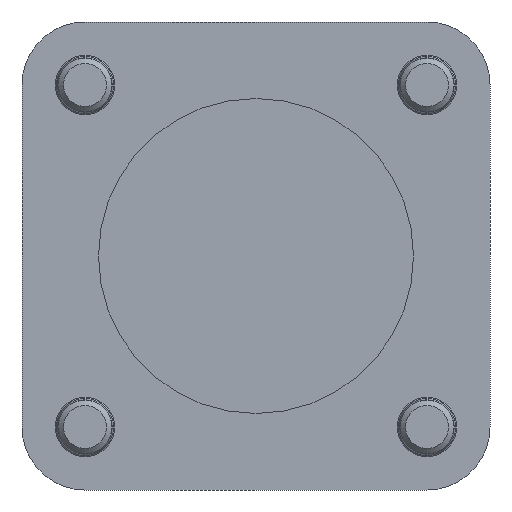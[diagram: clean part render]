
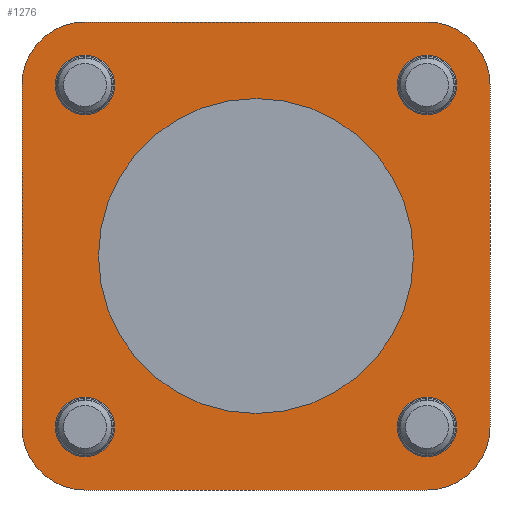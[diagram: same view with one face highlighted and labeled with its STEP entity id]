
A CAD part, left-side view. The second image highlights one B-rep face of the part: STEP entity #1276.
In plain terms, the highlighted planar face has unit normal (-1, 0, 0).
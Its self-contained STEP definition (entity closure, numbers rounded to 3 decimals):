
#184=VECTOR('',#1639,1.);
#189=VECTOR('',#1645,1.);
#195=VECTOR('',#1652,1.);
#201=VECTOR('',#1659,1.);
#283=LINE('',#2023,#184);
#288=LINE('',#2032,#189);
#294=LINE('',#2043,#195);
#300=LINE('',#2054,#201);
#371=VERTEX_POINT('',#1920);
#372=VERTEX_POINT('',#1922);
#375=VERTEX_POINT('',#1929);
#376=VERTEX_POINT('',#1931);
#379=VERTEX_POINT('',#1938);
#380=VERTEX_POINT('',#1940);
#381=VERTEX_POINT('',#1944);
#383=VERTEX_POINT('',#1947);
#385=VERTEX_POINT('',#1952);
#387=VERTEX_POINT('',#1955);
#389=VERTEX_POINT('',#1960);
#391=VERTEX_POINT('',#1963);
#393=VERTEX_POINT('',#1968);
#395=VERTEX_POINT('',#1971);
#399=VERTEX_POINT('',#1979);
#400=VERTEX_POINT('',#1981);
#439=VERTEX_POINT('',#2089);
#440=VERTEX_POINT('',#2090);
#482=CIRCLE('',#1352,7.);
#484=CIRCLE('',#1355,7.);
#486=CIRCLE('',#1358,7.);
#487=CIRCLE('',#1360,3.3);
#489=CIRCLE('',#1363,3.3);
#491=CIRCLE('',#1366,3.3);
#493=CIRCLE('',#1369,3.3);
#496=CIRCLE('',#1373,7.);
#509=CIRCLE('',#1397,17.5);
#578=EDGE_CURVE('',#371,#372,#482,.T.);
#582=EDGE_CURVE('',#375,#376,#484,.T.);
#586=EDGE_CURVE('',#379,#380,#486,.T.);
#589=EDGE_CURVE('',#383,#381,#487,.T.);
#590=EDGE_CURVE('',#381,#383,#487,.T.);
#594=EDGE_CURVE('',#387,#385,#489,.T.);
#595=EDGE_CURVE('',#385,#387,#489,.T.);
#599=EDGE_CURVE('',#391,#389,#491,.T.);
#600=EDGE_CURVE('',#389,#391,#491,.T.);
#604=EDGE_CURVE('',#395,#393,#493,.T.);
#605=EDGE_CURVE('',#393,#395,#493,.T.);
#610=EDGE_CURVE('',#399,#400,#496,.T.);
#631=EDGE_CURVE('',#400,#371,#283,.T.);
#636=EDGE_CURVE('',#372,#375,#288,.T.);
#642=EDGE_CURVE('',#376,#379,#294,.T.);
#648=EDGE_CURVE('',#380,#399,#300,.T.);
#668=EDGE_CURVE('',#439,#440,#509,.T.);
#669=EDGE_CURVE('',#440,#439,#509,.T.);
#930=ORIENTED_EDGE('',*,*,#668,.T.);
#931=ORIENTED_EDGE('',*,*,#669,.T.);
#932=ORIENTED_EDGE('',*,*,#604,.T.);
#933=ORIENTED_EDGE('',*,*,#605,.T.);
#934=ORIENTED_EDGE('',*,*,#599,.T.);
#935=ORIENTED_EDGE('',*,*,#600,.T.);
#936=ORIENTED_EDGE('',*,*,#594,.T.);
#937=ORIENTED_EDGE('',*,*,#595,.T.);
#938=ORIENTED_EDGE('',*,*,#589,.T.);
#939=ORIENTED_EDGE('',*,*,#590,.T.);
#940=ORIENTED_EDGE('',*,*,#631,.F.);
#941=ORIENTED_EDGE('',*,*,#610,.F.);
#942=ORIENTED_EDGE('',*,*,#648,.F.);
#943=ORIENTED_EDGE('',*,*,#586,.F.);
#944=ORIENTED_EDGE('',*,*,#642,.F.);
#945=ORIENTED_EDGE('',*,*,#582,.F.);
#946=ORIENTED_EDGE('',*,*,#636,.F.);
#947=ORIENTED_EDGE('',*,*,#578,.F.);
#1115=EDGE_LOOP('',(#930,#931));
#1116=EDGE_LOOP('',(#932,#933));
#1117=EDGE_LOOP('',(#934,#935));
#1118=EDGE_LOOP('',(#936,#937));
#1119=EDGE_LOOP('',(#938,#939));
#1120=EDGE_LOOP('',(#940,#941,#942,#943,#944,#945,#946,#947));
#1197=FACE_BOUND('',#1115,.T.);
#1198=FACE_BOUND('',#1116,.T.);
#1199=FACE_BOUND('',#1117,.T.);
#1200=FACE_BOUND('',#1118,.T.);
#1201=FACE_BOUND('',#1119,.T.);
#1202=FACE_BOUND('',#1120,.T.);
#1276=ADVANCED_FACE('',(#1197,#1198,#1199,#1200,#1201,#1202),#2195,.F.);
#1352=AXIS2_PLACEMENT_3D('',#1921,#1550,#1551);
#1355=AXIS2_PLACEMENT_3D('',#1930,#1558,#1559);
#1358=AXIS2_PLACEMENT_3D('',#1939,#1566,#1567);
#1360=AXIS2_PLACEMENT_3D('',#1946,#1572,#1573);
#1363=AXIS2_PLACEMENT_3D('',#1954,#1579,#1580);
#1366=AXIS2_PLACEMENT_3D('',#1962,#1586,#1587);
#1369=AXIS2_PLACEMENT_3D('',#1970,#1593,#1594);
#1373=AXIS2_PLACEMENT_3D('',#1980,#1602,#1603);
#1396=AXIS2_PLACEMENT_3D('',#2087,#1686,$);
#1397=AXIS2_PLACEMENT_3D('',#2088,#1687,#1688);
#1550=DIRECTION('',(1.,0.,0.));
#1551=DIRECTION('',(0.,0.,-7.));
#1558=DIRECTION('',(1.,0.,0.));
#1559=DIRECTION('',(0.,0.,-7.));
#1566=DIRECTION('',(1.,0.,0.));
#1567=DIRECTION('',(0.,0.,-7.));
#1572=DIRECTION('',(1.,0.,0.));
#1573=DIRECTION('',(0.,0.,-3.3));
#1579=DIRECTION('',(1.,0.,0.));
#1580=DIRECTION('',(0.,0.,-3.3));
#1586=DIRECTION('',(1.,0.,0.));
#1587=DIRECTION('',(0.,0.,-3.3));
#1593=DIRECTION('',(1.,0.,0.));
#1594=DIRECTION('',(0.,0.,-3.3));
#1602=DIRECTION('',(1.,0.,0.));
#1603=DIRECTION('',(0.,0.,-7.));
#1639=DIRECTION('',(0.,-1.,0.));
#1645=DIRECTION('',(0.,0.,-1.));
#1652=DIRECTION('',(0.,1.,0.));
#1659=DIRECTION('',(0.,0.,1.));
#1686=DIRECTION('',(1.,0.,0.));
#1687=DIRECTION('',(1.,0.,0.));
#1688=DIRECTION('',(0.,0.,-17.5));
#1920=CARTESIAN_POINT('',(0.,-19.,26.));
#1921=CARTESIAN_POINT('',(0.,-19.,19.));
#1922=CARTESIAN_POINT('',(0.,-26.,19.));
#1929=CARTESIAN_POINT('',(0.,-26.,-19.));
#1930=CARTESIAN_POINT('',(0.,-19.,-19.));
#1931=CARTESIAN_POINT('',(0.,-19.,-26.));
#1938=CARTESIAN_POINT('',(0.,19.,-26.));
#1939=CARTESIAN_POINT('',(0.,19.,-19.));
#1940=CARTESIAN_POINT('',(0.,26.,-19.));
#1944=CARTESIAN_POINT('',(0.,-19.,-15.7));
#1946=CARTESIAN_POINT('',(0.,-19.,-19.));
#1947=CARTESIAN_POINT('',(0.,-19.,-22.3));
#1952=CARTESIAN_POINT('',(0.,19.,-15.7));
#1954=CARTESIAN_POINT('',(0.,19.,-19.));
#1955=CARTESIAN_POINT('',(0.,19.,-22.3));
#1960=CARTESIAN_POINT('',(0.,-19.,22.3));
#1962=CARTESIAN_POINT('',(0.,-19.,19.));
#1963=CARTESIAN_POINT('',(0.,-19.,15.7));
#1968=CARTESIAN_POINT('',(0.,19.,22.3));
#1970=CARTESIAN_POINT('',(0.,19.,19.));
#1971=CARTESIAN_POINT('',(0.,19.,15.7));
#1979=CARTESIAN_POINT('',(0.,26.,19.));
#1980=CARTESIAN_POINT('',(0.,19.,19.));
#1981=CARTESIAN_POINT('',(0.,19.,26.));
#2023=CARTESIAN_POINT('',(0.,19.,26.));
#2032=CARTESIAN_POINT('',(0.,-26.,19.));
#2043=CARTESIAN_POINT('',(0.,-19.,-26.));
#2054=CARTESIAN_POINT('',(0.,26.,-19.));
#2087=CARTESIAN_POINT('',(0.,-19.,19.));
#2088=CARTESIAN_POINT('',(0.,0.,0.));
#2089=CARTESIAN_POINT('',(0.,0.,-17.5));
#2090=CARTESIAN_POINT('',(0.,0.,17.5));
#2195=PLANE('',#1396);
